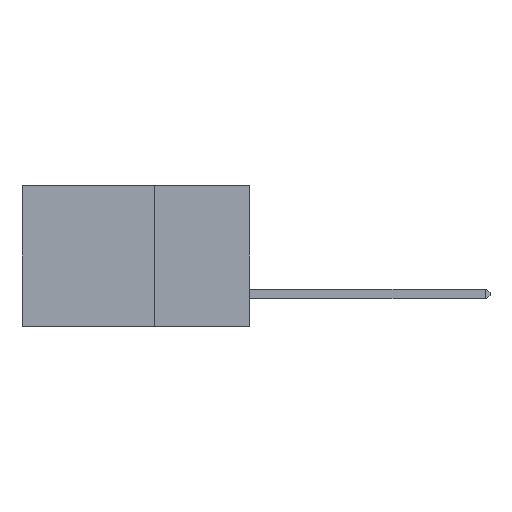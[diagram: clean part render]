
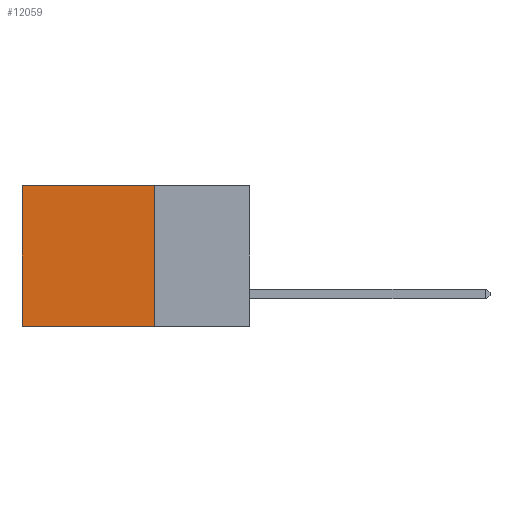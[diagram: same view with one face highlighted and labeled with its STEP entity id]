
A CAD part, left-side view. The second image highlights one B-rep face of the part: STEP entity #12059.
In plain terms, the highlighted planar face has unit normal (-1, 0, 0).
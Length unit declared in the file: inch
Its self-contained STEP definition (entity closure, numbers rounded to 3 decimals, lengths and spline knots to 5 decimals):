
#586 = ORIENTED_EDGE ( 'NONE', *, *, #9935, .T. ) ;
#617 = CARTESIAN_POINT ( 'NONE',  ( 0.2875, 0.25, 0. ) ) ;
#934 = ORIENTED_EDGE ( 'NONE', *, *, #2006, .F. ) ;
#1184 = CARTESIAN_POINT ( 'NONE',  ( 0.2875, 0.25, 0. ) ) ;
#1233 = LINE ( 'NONE', #617, #6454 ) ;
#1613 = EDGE_CURVE ( 'NONE', #10089, #3846, #1233, .T. ) ;
#2006 = EDGE_CURVE ( 'NONE', #3846, #4258, #3136, .T. ) ;
#2312 = DIRECTION ( 'NONE',  ( 0., 0., -1. ) ) ;
#2989 = CARTESIAN_POINT ( 'NONE',  ( 0.2875, 0.6, 0. ) ) ;
#3136 = LINE ( 'NONE', #9184, #11638 ) ;
#3846 = VERTEX_POINT ( 'NONE', #7950 ) ;
#4258 = VERTEX_POINT ( 'NONE', #7277 ) ;
#4280 = FACE_OUTER_BOUND ( 'NONE', #9984, .T. ) ;
#4765 = CARTESIAN_POINT ( 'NONE',  ( 0.2875, 0.25, 0. ) ) ;
#5555 = LINE ( 'NONE', #2989, #13987 ) ;
#5874 = DIRECTION ( 'NONE',  ( 0., 1., 0. ) ) ;
#6454 = VECTOR ( 'NONE', #10963, 39.37008 ) ;
#6869 = ORIENTED_EDGE ( 'NONE', *, *, #1613, .F. ) ;
#7277 = CARTESIAN_POINT ( 'NONE',  ( 0.2875, 0.6, -0.37 ) ) ;
#7454 = VERTEX_POINT ( 'NONE', #8811 ) ;
#7950 = CARTESIAN_POINT ( 'NONE',  ( 0.2875, 0.25, -0.37 ) ) ;
#8341 = EDGE_CURVE ( 'NONE', #10089, #7454, #8853, .T. ) ;
#8811 = CARTESIAN_POINT ( 'NONE',  ( 0.2875, 0.6, 0. ) ) ;
#8853 = LINE ( 'NONE', #4765, #14323 ) ;
#8960 = DIRECTION ( 'NONE',  ( 1., 0., 0. ) ) ;
#9184 = CARTESIAN_POINT ( 'NONE',  ( 0.2875, 0.25, -0.37 ) ) ;
#9666 = DIRECTION ( 'NONE',  ( 0., 0., -1. ) ) ;
#9935 = EDGE_CURVE ( 'NONE', #7454, #4258, #5555, .T. ) ;
#9984 = EDGE_LOOP ( 'NONE', ( #586, #934, #6869, #13059 ) ) ;
#10089 = VERTEX_POINT ( 'NONE', #12092 ) ;
#10208 = AXIS2_PLACEMENT_3D ( 'NONE', #1184, #8960, #2312 ) ;
#10963 = DIRECTION ( 'NONE',  ( 0., 0., -1. ) ) ;
#11638 = VECTOR ( 'NONE', #12386, 39.37008 ) ;
#12059 = ADVANCED_FACE ( 'NONE', ( #4280 ), #12226, .F. ) ;
#12092 = CARTESIAN_POINT ( 'NONE',  ( 0.2875, 0.25, 0. ) ) ;
#12226 = PLANE ( 'NONE',  #10208 ) ;
#12386 = DIRECTION ( 'NONE',  ( 0., 1., 0. ) ) ;
#13059 = ORIENTED_EDGE ( 'NONE', *, *, #8341, .T. ) ;
#13987 = VECTOR ( 'NONE', #9666, 39.37008 ) ;
#14323 = VECTOR ( 'NONE', #5874, 39.37008 ) ;
